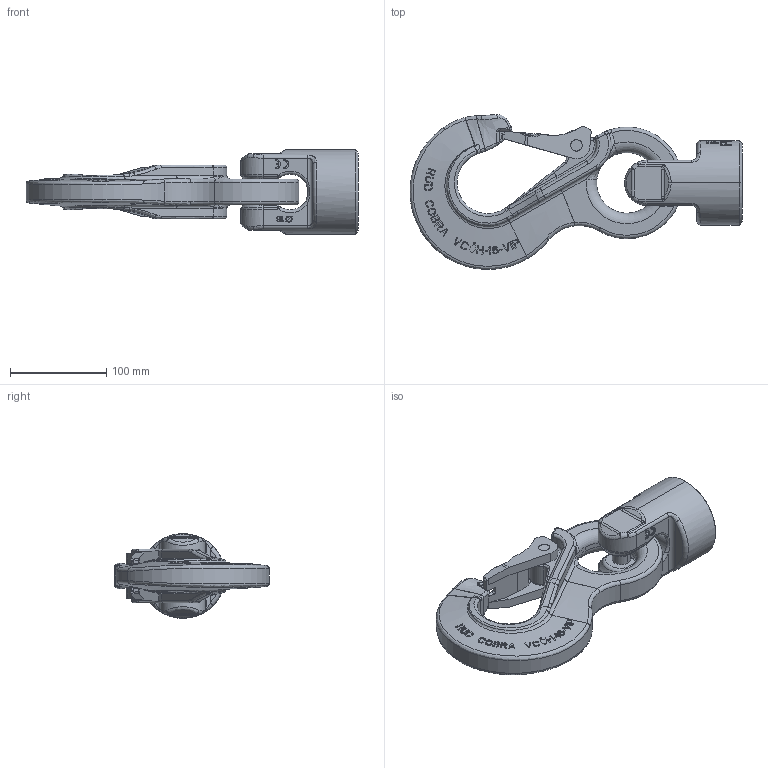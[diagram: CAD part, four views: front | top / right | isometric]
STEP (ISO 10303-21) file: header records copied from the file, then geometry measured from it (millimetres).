
FILE_DESCRIPTION((''),'2;1');
FILE_NAME('001-M31342-P-50_ASM','2019-04-29T',('anja.joas'),(''),'PRO/ENGINEER BY PARAMETRIC TECHNOLOGY CORPORATION, 2011490','PRO/ENGINEER BY PARAMETRIC TECHNOLOGY CORPORATION, 2011490','');
FILE_SCHEMA(('CONFIG_CONTROL_DESIGN'));
Products named in the file (5): 001-M31342-P-20_AF0; 001-M31476-P-01; 001-M31477-001; 001-M31476-P-01_ASM; 001-M31342-P-50_ASM
Assembly tree (4 placements, depth 3):
  001-M31342-P-50_ASM
    001-M31342-P-20_AF0
    001-M31476-P-01_ASM
      001-M31476-P-01
      001-M31477-001
Bounding box: 344.98 x 160.98 x 88 mm (x, y, z)
Volume: 1170817.2 mm3; surface area: 140008.5 mm2
Topology: 3 solids, 3 shells, 1378 faces, 3681 edges, 2340 vertices
Faces by surface type: plane 888, bspline 280, cylinder 134, sphere 40, torus 32, cone 4
Entity records: 67002 total; most frequent: CARTESIAN_POINT 36726, ORIENTED_EDGE 7298, DIRECTION 4715, EDGE_CURVE 3649, VERTEX_POINT 2340, B_SPLINE_CURVE_WITH_KNOTS 1668, AXIS2_PLACEMENT_3D 1625, VECTOR 1465
